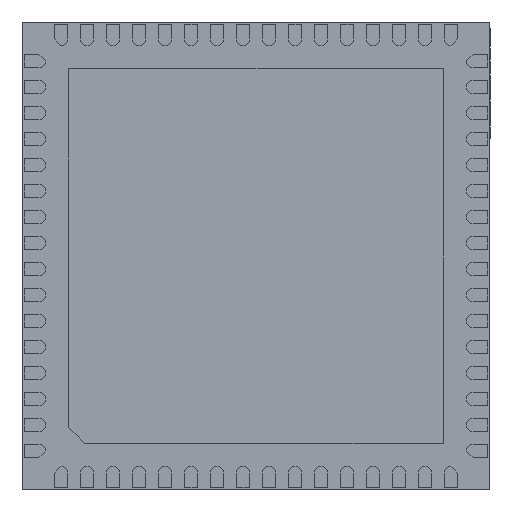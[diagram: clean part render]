
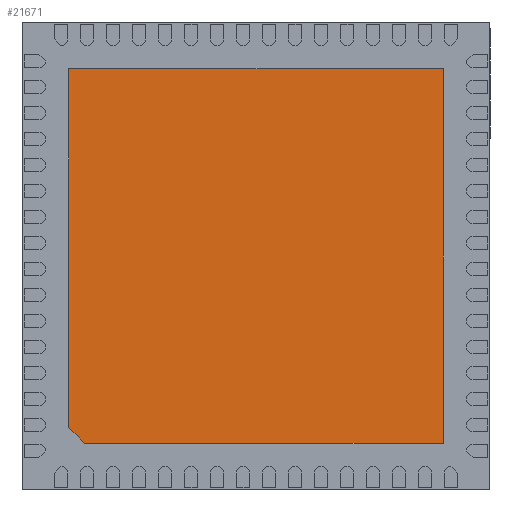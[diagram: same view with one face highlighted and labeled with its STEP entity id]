
A CAD part, front view. The second image highlights one B-rep face of the part: STEP entity #21671.
In plain terms, the highlighted planar face has unit normal (0, -1, 0).
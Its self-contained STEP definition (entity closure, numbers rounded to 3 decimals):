
#107 = DIRECTION ( 'NONE',  ( 0., 0., -1. ) ) ;
#761 = CARTESIAN_POINT ( 'NONE',  ( -3.3, 0., -3.6 ) ) ;
#2636 = PLANE ( 'NONE',  #27818 ) ;
#2736 = LINE ( 'NONE', #12123, #19651 ) ;
#3827 = CARTESIAN_POINT ( 'NONE',  ( -3.3, 0., -3.6 ) ) ;
#4847 = VECTOR ( 'NONE', #30969, 1000. ) ;
#5176 = CARTESIAN_POINT ( 'NONE',  ( 0., 0., 0. ) ) ;
#5363 = LINE ( 'NONE', #12659, #31284 ) ;
#5527 = DIRECTION ( 'NONE',  ( -1., 0., 0. ) ) ;
#6752 = FACE_OUTER_BOUND ( 'NONE', #14553, .T. ) ;
#7709 = DIRECTION ( 'NONE',  ( 0., -1., 0. ) ) ;
#8134 = CARTESIAN_POINT ( 'NONE',  ( 3.6, 0., -3.6 ) ) ;
#8556 = DIRECTION ( 'NONE',  ( 0., 0., -1. ) ) ;
#9411 = VERTEX_POINT ( 'NONE', #26140 ) ;
#9597 = LINE ( 'NONE', #8134, #4847 ) ;
#10038 = CARTESIAN_POINT ( 'NONE',  ( 3.6, 0., -3.6 ) ) ;
#10516 = VERTEX_POINT ( 'NONE', #10038 ) ;
#12123 = CARTESIAN_POINT ( 'NONE',  ( 3.6, 0., -3.6 ) ) ;
#12400 = VERTEX_POINT ( 'NONE', #761 ) ;
#12659 = CARTESIAN_POINT ( 'NONE',  ( 3.6, 0., 3.6 ) ) ;
#12737 = ORIENTED_EDGE ( 'NONE', *, *, #18685, .T. ) ;
#12840 = CARTESIAN_POINT ( 'NONE',  ( 3.6, 0., 3.6 ) ) ;
#12861 = ORIENTED_EDGE ( 'NONE', *, *, #28062, .T. ) ;
#13832 = DIRECTION ( 'NONE',  ( 0.707, 0., -0.707 ) ) ;
#14122 = EDGE_CURVE ( 'NONE', #15641, #12400, #24545, .T. ) ;
#14553 = EDGE_LOOP ( 'NONE', ( #31444, #20465, #12861, #30201, #12737 ) ) ;
#14622 = EDGE_CURVE ( 'NONE', #9411, #15641, #15063, .T. ) ;
#15063 = LINE ( 'NONE', #31243, #20960 ) ;
#15641 = VERTEX_POINT ( 'NONE', #28271 ) ;
#16074 = VERTEX_POINT ( 'NONE', #12840 ) ;
#16689 = VECTOR ( 'NONE', #13832, 1000. ) ;
#18685 = EDGE_CURVE ( 'NONE', #16074, #9411, #5363, .T. ) ;
#19602 = DIRECTION ( 'NONE',  ( 0., 0., 1. ) ) ;
#19651 = VECTOR ( 'NONE', #19602, 1000. ) ;
#20465 = ORIENTED_EDGE ( 'NONE', *, *, #14122, .T. ) ;
#20960 = VECTOR ( 'NONE', #8556, 1000. ) ;
#21671 = ADVANCED_FACE ( 'NONE', ( #6752 ), #2636, .T. ) ;
#24271 = EDGE_CURVE ( 'NONE', #10516, #16074, #2736, .T. ) ;
#24545 = LINE ( 'NONE', #3827, #16689 ) ;
#26140 = CARTESIAN_POINT ( 'NONE',  ( -3.6, 0., 3.6 ) ) ;
#27818 = AXIS2_PLACEMENT_3D ( 'NONE', #5176, #7709, #107 ) ;
#28062 = EDGE_CURVE ( 'NONE', #12400, #10516, #9597, .T. ) ;
#28271 = CARTESIAN_POINT ( 'NONE',  ( -3.6, 0., -3.3 ) ) ;
#30201 = ORIENTED_EDGE ( 'NONE', *, *, #24271, .T. ) ;
#30969 = DIRECTION ( 'NONE',  ( 1., 0., 0. ) ) ;
#31243 = CARTESIAN_POINT ( 'NONE',  ( -3.6, 0., -3.3 ) ) ;
#31284 = VECTOR ( 'NONE', #5527, 1000. ) ;
#31444 = ORIENTED_EDGE ( 'NONE', *, *, #14622, .T. ) ;
